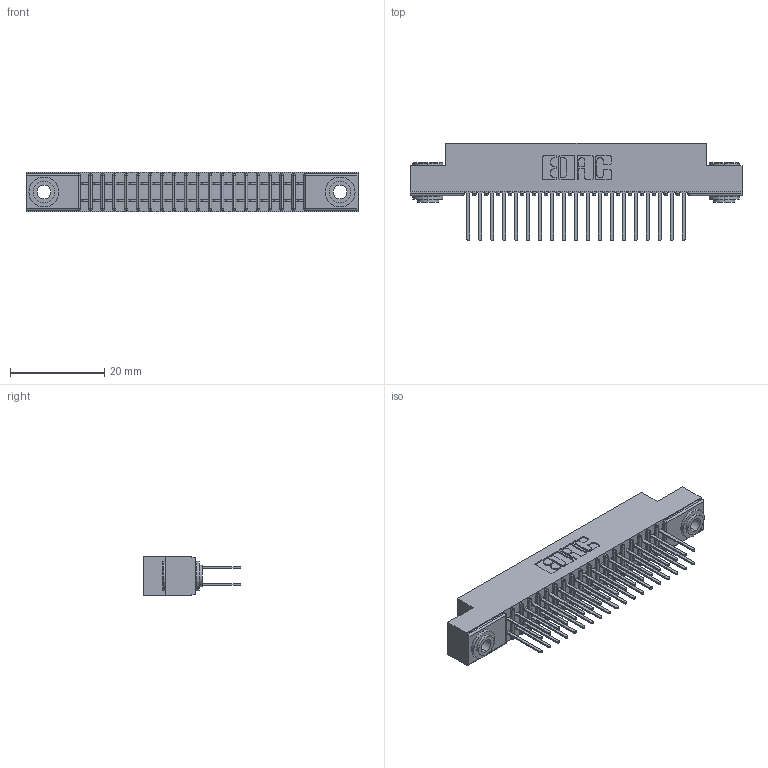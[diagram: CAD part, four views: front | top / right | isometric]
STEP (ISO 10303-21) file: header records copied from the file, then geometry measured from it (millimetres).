
FILE_DESCRIPTION (( 'STEP AP203' ), '1' );
FILE_NAME ('341-038-522-203.STEP', '2018-08-06T23:31:44', ( '' ), ( '' ), 'SwSTEP 2.0', 'SolidWorks 2016', '' );
FILE_SCHEMA (( 'CONFIG_CONTROL_DESIGN' ));
Length unit declared in the file: inch
Products named in the file (4): 341 Part_.156 (3.96) Dia Mounting Holes; 341-292-001_341-292-122; 345-250-002_345-250-002-102; 341-038-522-203
Assembly tree (41 placements, depth 2):
  341-038-522-203
    341 Part_.156 (3.96) Dia Mounting Holes
    341-292-001_341-292-122  x38
    345-250-002_345-250-002-102  x2
Bounding box: 70.48 x 20.62 x 8.38 mm (x, y, z)
Volume: 4074.4 mm3; surface area: 8869.4 mm2
Topology: 41 solids, 41 shells, 2676 faces, 7705 edges, 4990 vertices
Faces by surface type: plane 1612, cylinder 980, sphere 40, torus 36, cone 8
Entity records: 27123 total; most frequent: CARTESIAN_POINT 4490, ORIENTED_EDGE 4450, DIRECTION 4389, EDGE_CURVE 2225, LINE 1763, VECTOR 1763, VERTEX_POINT 1414, AXIS2_PLACEMENT_3D 1313
